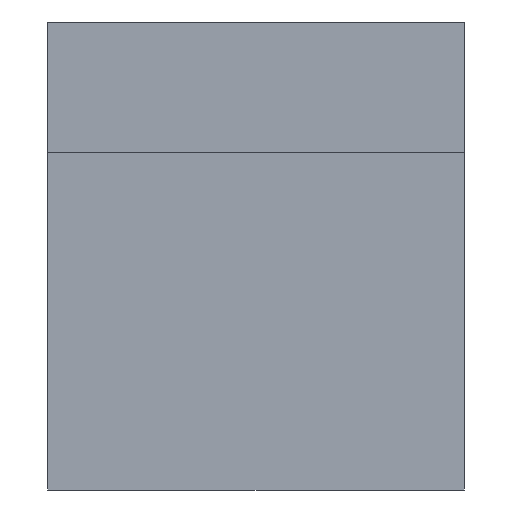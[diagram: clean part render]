
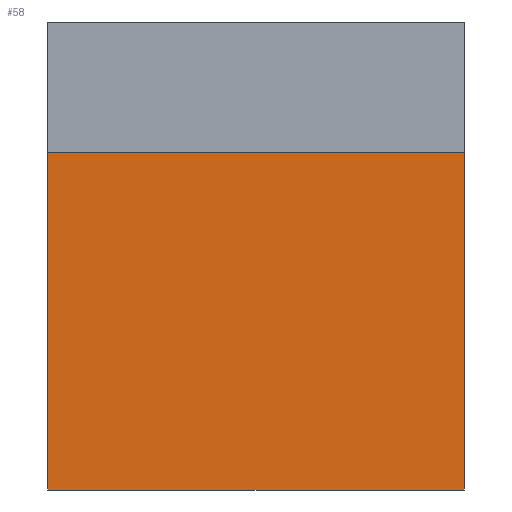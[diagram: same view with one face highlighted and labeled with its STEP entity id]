
A CAD part, left-side view. The second image highlights one B-rep face of the part: STEP entity #58.
In plain terms, the highlighted planar face has unit normal (-1, 0, 0).
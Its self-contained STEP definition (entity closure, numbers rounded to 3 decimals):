
#58=ADVANCED_FACE('0:6548',(#75),#76,.T.);
#75=FACE_OUTER_BOUND('',#92,.T.);
#76=PLANE('',#93);
#92=EDGE_LOOP('',(#148,#149,#150,#151));
#93=AXIS2_PLACEMENT_3D('',#152,#153,#154);
#148=ORIENTED_EDGE('',*,*,#164,.T.);
#149=ORIENTED_EDGE('',*,*,#171,.F.);
#150=ORIENTED_EDGE('',*,*,#169,.F.);
#151=ORIENTED_EDGE('',*,*,#173,.T.);
#152=CARTESIAN_POINT('',(-2.34,0.0,-14.5));
#153=DIRECTION('',(-1.0,0.0,0.));
#154=DIRECTION('',(0.,-0.0,1.0));
#164=EDGE_CURVE('0:6581',#189,#187,#190,.T.);
#169=EDGE_CURVE('0:6587',#196,#198,#199,.T.);
#171=EDGE_CURVE('0:6584',#198,#187,#201,.F.);
#173=EDGE_CURVE('0:6572',#196,#189,#203,.F.);
#187=VERTEX_POINT('',#224);
#189=VERTEX_POINT('',#227);
#190=LINE('',#228,#229);
#196=VERTEX_POINT('',#238);
#198=VERTEX_POINT('',#241);
#199=LINE('',#242,#243);
#201=LINE('',#246,#247);
#203=LINE('',#250,#251);
#224=CARTESIAN_POINT('',(-2.34,12.72,-19.31));
#227=CARTESIAN_POINT('',(-2.34,12.72,-9.0));
#228=CARTESIAN_POINT('',(-2.34,12.72,-7.25));
#229=VECTOR('',#260,1.0);
#238=CARTESIAN_POINT('',(-2.34,0.0,-9.0));
#241=CARTESIAN_POINT('',(-2.34,0.0,-19.31));
#242=CARTESIAN_POINT('',(-2.34,0.0,-7.25));
#243=VECTOR('',#265,1.0);
#246=CARTESIAN_POINT('',(-2.34,0.0,-19.31));
#247=VECTOR('',#267,1.0);
#250=CARTESIAN_POINT('',(-2.34,0.0,-9.0));
#251=VECTOR('',#269,1.0);
#260=DIRECTION('',(0.,0.0,-1.0));
#265=DIRECTION('',(0.,0.0,-1.0));
#267=DIRECTION('',(0.0,-1.0,-0.0));
#269=DIRECTION('',(0.0,-1.0,-0.0));
